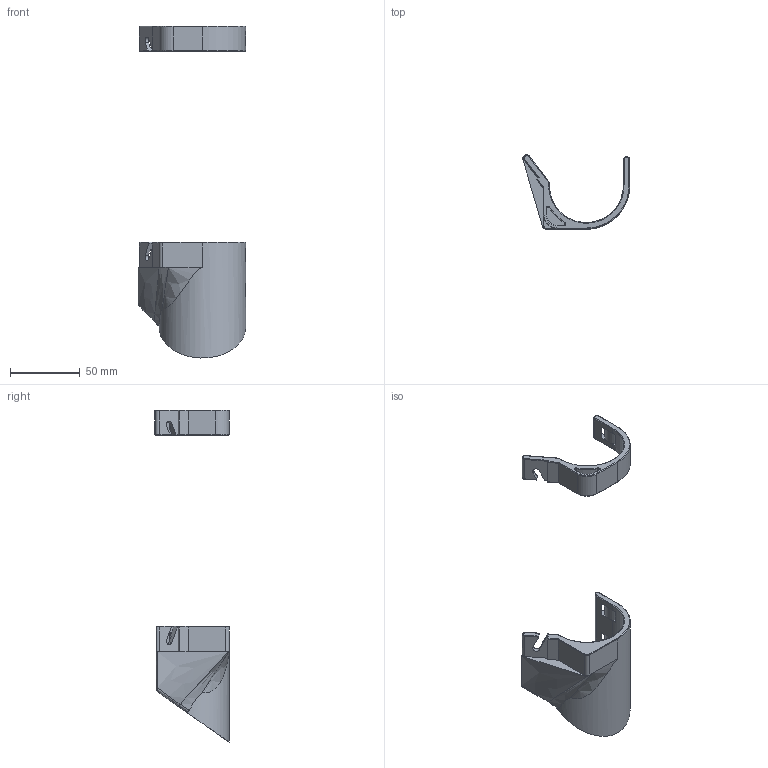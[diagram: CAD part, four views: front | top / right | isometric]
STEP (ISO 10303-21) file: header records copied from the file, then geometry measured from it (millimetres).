
FILE_DESCRIPTION(/* description */ (''),/* implementation_level */ '2;1');
FILE_NAME(/* name */ 'lr3-hose-hanger-2.5.step',/* time_stamp */ '2025-07-14T10:47:57-07:00',/* author */ (''),/* organization */ (''),/* preprocessor_version */ 'ST-DEVELOPER v20.1',/* originating_system */ 'Autodesk Translation Framework v14.10.0.0',/* authorisation */ '');
FILE_SCHEMA (('AUTOMOTIVE_DESIGN { 1 0 10303 214 3 1 1 }'));
Length unit declared in the file: millimetre
Products named in the file (1): lr3-hose-hanger-2.5
Bounding box: 76.89 x 53.12 x 237.98 mm (x, y, z)
Volume: 63349.6 mm3; surface area: 28476.2 mm2
Topology: 2 solids, 2 shells, 180 faces, 478 edges, 296 vertices
Faces by surface type: cylinder 72, plane 67, torus 31, bspline 8, sphere 2
Entity records: 6328 total; most frequent: CARTESIAN_POINT 1760, DIRECTION 969, ORIENTED_EDGE 954, EDGE_CURVE 477, AXIS2_PLACEMENT_3D 352, VERTEX_POINT 296, LINE 265, VECTOR 265
